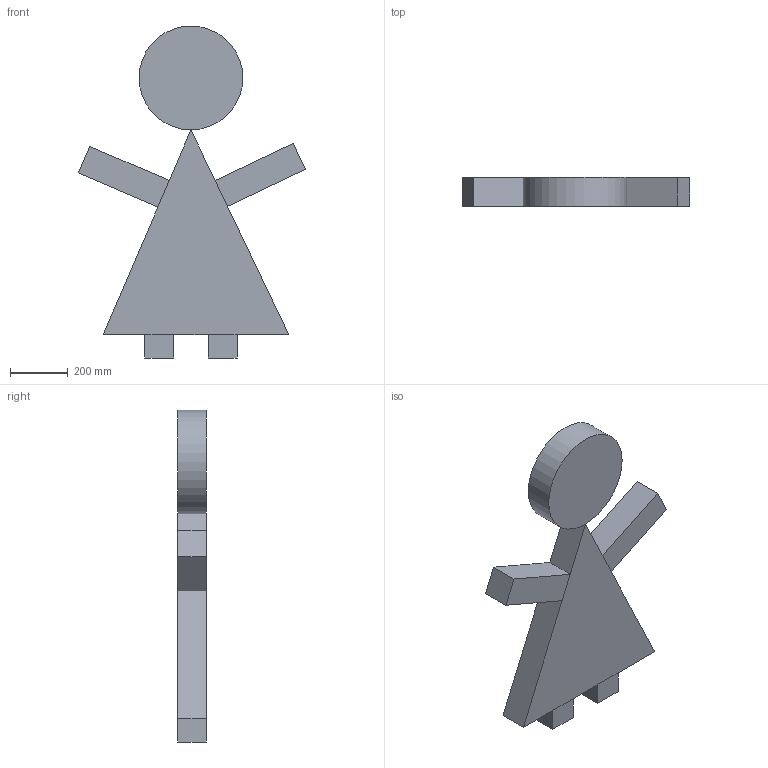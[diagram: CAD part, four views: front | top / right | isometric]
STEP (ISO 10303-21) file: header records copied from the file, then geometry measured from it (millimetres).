
FILE_DESCRIPTION(/* description */ ('STEP AP242 Edition 2','CAx-IF Rec.Pracs.---Representation and Presentation of Product Manufacturing Information (PMI)---4.0---2014-10-13','CAx-IF Rec.Pracs.---3D Tessellated Geometry---0.4---2014-09-14','2;1','CAx-IF Rec.Pracs.---User Defined Attributes---1.5---2016-08-15'),/* implementation_level */ '2;1');
FILE_NAME(/* name */ '69496a41247dbaeee347841c',/* time_stamp */ '2025-12-22T15:56:50Z',/* author */ (''),/* organization */ (''),/* preprocessor_version */ 'ST-DEVELOPER v20',/* originating_system */ 'ONSHAPE BY PTC INC, 1.208',/* authorisation */ ' ');
FILE_SCHEMA (('AP242_MANAGED_MODEL_BASED_3D_ENGINEERING_MIM_LF { 1 0 10303 442 3 1 4 }'));
Length unit declared in the file: metre
Products named in the file (6): Part 4; Part 2; Part 6; Part 1; Part 5; Part 3
Bounding box: 787.86 x 100 x 1151.4 mm (x, y, z)
Volume: 40675178.5 mm3; surface area: 1379166.9 mm2
Topology: 6 solids, 6 shells, 40 faces, 84 edges, 56 vertices
Faces by surface type: plane 39, cylinder 1
Full cylindrical faces by diameter (mm): 360 x1
Entity records: 1200 total; most frequent: CARTESIAN_POINT 186, DIRECTION 178, ORIENTED_EDGE 168, EDGE_CURVE 84, LINE 82, VECTOR 82, VERTEX_POINT 56, AXIS2_PLACEMENT_3D 48
